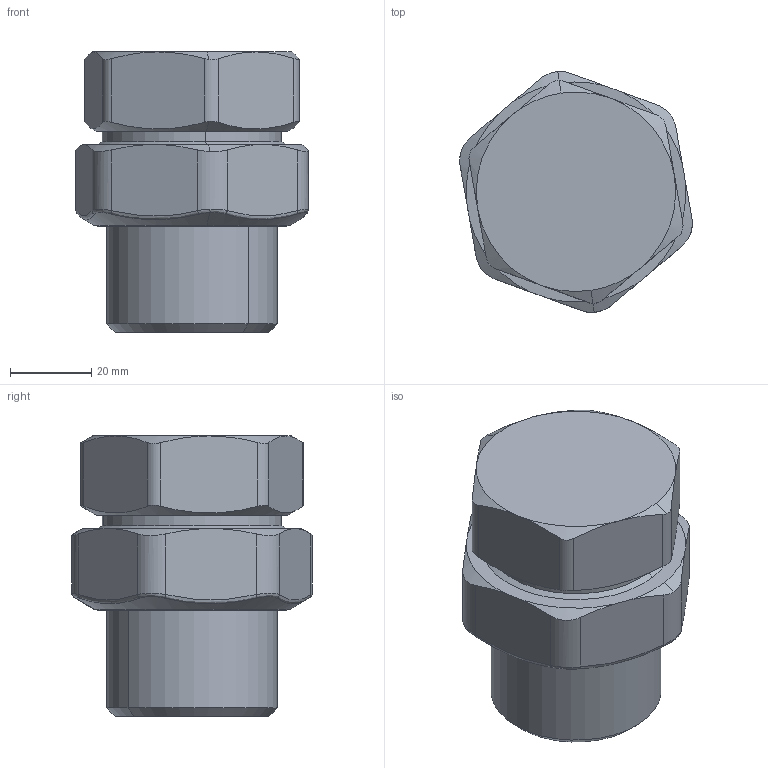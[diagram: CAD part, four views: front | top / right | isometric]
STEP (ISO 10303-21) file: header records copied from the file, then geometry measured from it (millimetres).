
FILE_DESCRIPTION(('CATIA V5 STEP Exchange'),'2;1');
FILE_NAME('STEP_588070_-_TST.stp','2019-11-29T08:09:13+00:00',('none'),('none'),'CATIA Version 5-6 Release 2016 SP4','CATIA V5 STEP AP203','none');
FILE_SCHEMA(('CONFIG_CONTROL_DESIGN'));
Length unit declared in the file: millimetre
Products named in the file (1): 588070 - TST
Bounding box: 57.11 x 59.12 x 68.79 mm (x, y, z)
Volume: 129182.9 mm3; surface area: 15885 mm2
Topology: 1 solids, 1 shells, 461 faces, 1086 edges, 585 vertices
Faces by surface type: bspline 342, sphere 51, cone 31, cylinder 18, plane 17, torus 2
Entity records: 27596 total; most frequent: CARTESIAN_POINT 20418, ORIENTED_EDGE 2080, EDGE_CURVE 1040, B_SPLINE_CURVE_WITH_KNOTS 898, VERTEX_POINT 585, EDGE_LOOP 465, ADVANCED_FACE 461, FACE_OUTER_BOUND 461
